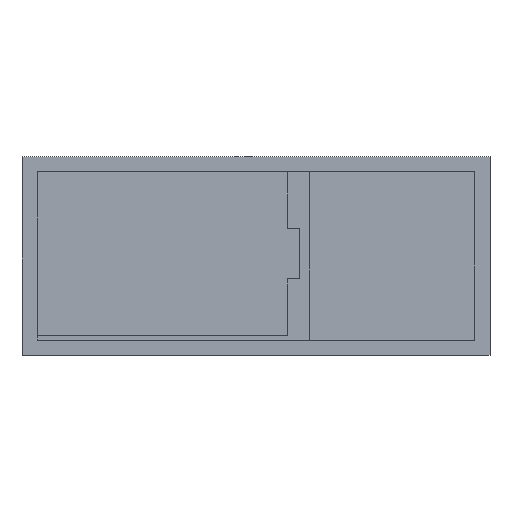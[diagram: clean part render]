
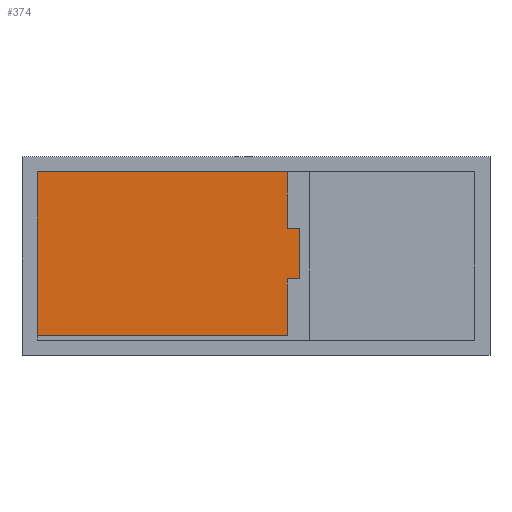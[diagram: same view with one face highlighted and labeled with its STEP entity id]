
A CAD part, top view. The second image highlights one B-rep face of the part: STEP entity #374.
In plain terms, the highlighted planar face has unit normal (0, 0, 1).
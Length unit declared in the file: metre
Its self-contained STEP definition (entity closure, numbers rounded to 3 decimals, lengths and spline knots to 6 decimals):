
#68=ORIENTED_EDGE('',*,*,#147,.F.);
#69=ORIENTED_EDGE('',*,*,#143,.F.);
#70=ORIENTED_EDGE('',*,*,#137,.F.);
#71=ORIENTED_EDGE('',*,*,#148,.F.);
#72=ORIENTED_EDGE('',*,*,#149,.T.);
#73=ORIENTED_EDGE('',*,*,#150,.F.);
#74=ORIENTED_EDGE('',*,*,#151,.T.);
#75=ORIENTED_EDGE('',*,*,#152,.T.);
#137=EDGE_CURVE('',#183,#184,#222,.T.);
#143=EDGE_CURVE('',#184,#186,#228,.T.);
#147=EDGE_CURVE('',#186,#189,#232,.T.);
#148=EDGE_CURVE('',#190,#183,#233,.T.);
#149=EDGE_CURVE('',#190,#191,#234,.T.);
#150=EDGE_CURVE('',#192,#191,#235,.T.);
#151=EDGE_CURVE('',#192,#193,#236,.T.);
#152=EDGE_CURVE('',#193,#189,#237,.T.);
#183=VERTEX_POINT('',#559);
#184=VERTEX_POINT('',#561);
#186=VERTEX_POINT('',#572);
#189=VERTEX_POINT('',#580);
#190=VERTEX_POINT('',#582);
#191=VERTEX_POINT('',#584);
#192=VERTEX_POINT('',#586);
#193=VERTEX_POINT('',#588);
#222=LINE('',#560,#273);
#228=LINE('',#571,#279);
#232=LINE('',#579,#283);
#233=LINE('',#581,#284);
#234=LINE('',#583,#285);
#235=LINE('',#585,#286);
#236=LINE('',#587,#287);
#237=LINE('',#589,#288);
#273=VECTOR('',#457,1.);
#279=VECTOR('',#469,1.);
#283=VECTOR('',#475,1.);
#284=VECTOR('',#476,1.);
#285=VECTOR('',#477,1.);
#286=VECTOR('',#478,1.);
#287=VECTOR('',#479,1.);
#288=VECTOR('',#480,1.);
#313=EDGE_LOOP('',(#68,#69,#70,#71,#72,#73,#74,#75));
#334=FACE_BOUND('',#313,.T.);
#354=PLANE('',#407);
#374=ADVANCED_FACE('',(#334),#354,.T.);
#407=AXIS2_PLACEMENT_3D('',#578,#473,#474);
#457=DIRECTION('',(0.,1.,0.));
#469=DIRECTION('',(1.,0.,0.));
#473=DIRECTION('',(0.,0.,1.));
#474=DIRECTION('',(1.,0.,0.));
#475=DIRECTION('',(0.,-1.,0.));
#476=DIRECTION('',(-1.,0.,0.));
#477=DIRECTION('',(0.,1.,0.));
#478=DIRECTION('',(-1.,0.,0.));
#479=DIRECTION('',(0.,1.,0.));
#480=DIRECTION('',(-1.,0.,0.));
#559=CARTESIAN_POINT('',(0.0053,0.006899,0.0065));
#560=CARTESIAN_POINT('',(0.0053,0.035,0.0065));
#561=CARTESIAN_POINT('',(0.0053,0.0647,0.0065));
#571=CARTESIAN_POINT('',(0.0825,0.0647,0.0065));
#572=CARTESIAN_POINT('',(0.093507,0.0647,0.0065));
#578=CARTESIAN_POINT('',(0.0825,0.035,0.0065));
#579=CARTESIAN_POINT('',(0.093507,0.0547,0.0065));
#580=CARTESIAN_POINT('',(0.093507,0.0447,0.0065));
#581=CARTESIAN_POINT('',(0.049404,0.006899,0.0065));
#582=CARTESIAN_POINT('',(0.093507,0.006899,0.0065));
#583=CARTESIAN_POINT('',(0.093507,0.016899,0.0065));
#584=CARTESIAN_POINT('',(0.093507,0.026899,0.0065));
#585=CARTESIAN_POINT('',(0.095665,0.026899,0.0065));
#586=CARTESIAN_POINT('',(0.097824,0.026899,0.0065));
#587=CARTESIAN_POINT('',(0.097824,0.035799,0.0065));
#588=CARTESIAN_POINT('',(0.097824,0.0447,0.0065));
#589=CARTESIAN_POINT('',(0.095665,0.0447,0.0065));
